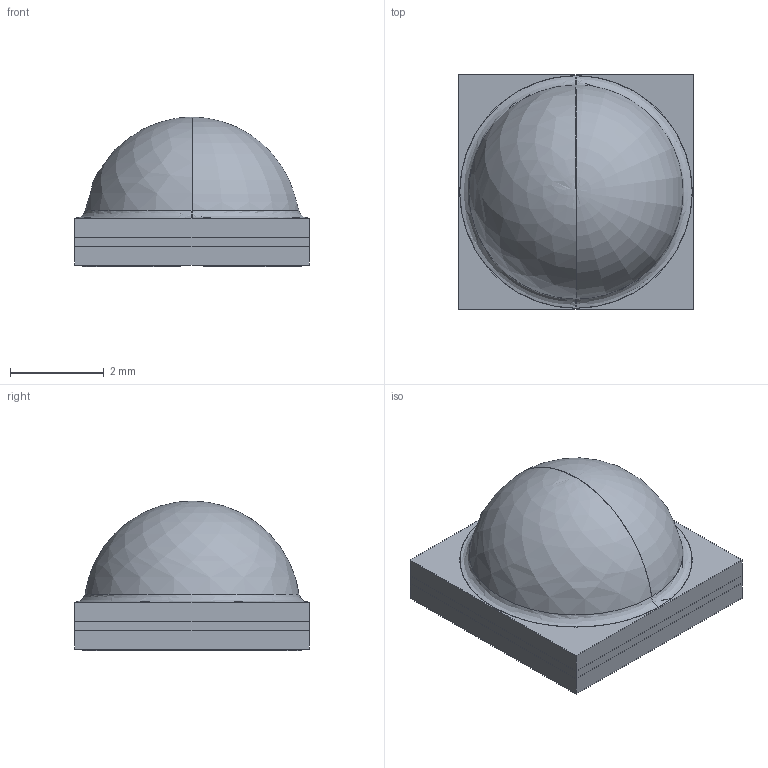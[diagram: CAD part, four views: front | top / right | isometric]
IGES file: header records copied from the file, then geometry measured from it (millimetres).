
Start section: SolidWorks IGES file using analytic representation for surfaces
Global section: file name: NWSW144A.IGS; native system: SolidWorks 2013; preprocessor: SolidWorks 2013; author: j44486; date: 160406.092448; units: millimetre
Bounding box: 5 x 5 x 3.19 mm (x, y, z)
Surface area: 184.5 mm2 (no closed solid volume)
Topology: 0 solids, 0 shells, 41 faces, 240 edges, 239 vertices
Faces by surface type: bspline 36, revolution 5
